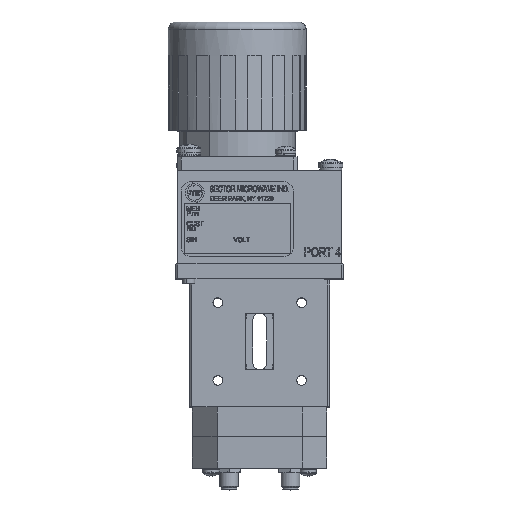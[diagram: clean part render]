
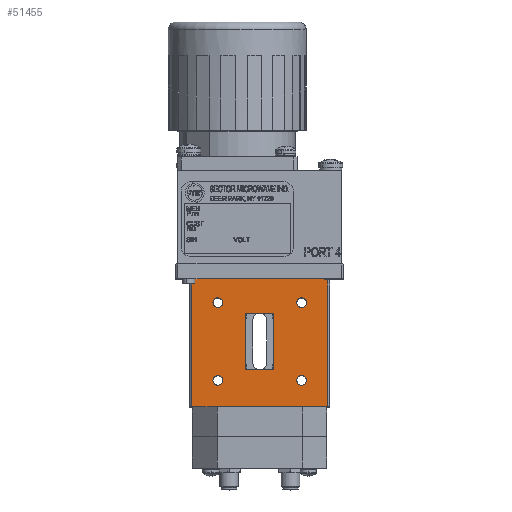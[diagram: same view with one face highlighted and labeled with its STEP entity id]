
A CAD part, top view. The second image highlights one B-rep face of the part: STEP entity #51455.
In plain terms, the highlighted planar face has unit normal (0, 0, 1).
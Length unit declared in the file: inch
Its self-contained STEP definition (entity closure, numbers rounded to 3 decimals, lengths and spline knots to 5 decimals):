
#259 = DIRECTION ( 'NONE',  ( -1., 0., 0. ) ) ;
#385 = VERTEX_POINT ( 'NONE', #35580 ) ;
#450 = CARTESIAN_POINT ( 'NONE',  ( 0.561, 0.355, 0.9375 ) ) ;
#603 = DIRECTION ( 'NONE',  ( 0., 0., 1. ) ) ;
#657 = DIRECTION ( 'NONE',  ( 0., 1., 0. ) ) ;
#877 = FACE_BOUND ( 'NONE', #52153, .T. ) ;
#1692 = CARTESIAN_POINT ( 'NONE',  ( -0.9375, 0., 0.9375 ) ) ;
#1963 = DIRECTION ( 'NONE',  ( 1., 0., 0. ) ) ;
#3205 = AXIS2_PLACEMENT_3D ( 'NONE', #30631, #10145, #5726 ) ;
#3477 = EDGE_LOOP ( 'NONE', ( #12555, #6536 ) ) ;
#3625 = DIRECTION ( 'NONE',  ( 0., 0., 1. ) ) ;
#3730 = VECTOR ( 'NONE', #27377, 39.37008 ) ;
#4302 = CIRCLE ( 'NONE', #18425, 0.06496 ) ;
#5726 = DIRECTION ( 'NONE',  ( 1., 0., 0. ) ) ;
#6492 = VERTEX_POINT ( 'NONE', #39995 ) ;
#6536 = ORIENTED_EDGE ( 'NONE', *, *, #45252, .F. ) ;
#6844 = EDGE_LOOP ( 'NONE', ( #49968, #22037, #24545, #20741 ) ) ;
#6934 = CARTESIAN_POINT ( 'NONE',  ( -0.49604, 1.395, 0.9375 ) ) ;
#7183 = AXIS2_PLACEMENT_3D ( 'NONE', #37106, #3625, #11402 ) ;
#8076 = EDGE_CURVE ( 'NONE', #53558, #385, #4302, .T. ) ;
#9779 = VERTEX_POINT ( 'NONE', #28184 ) ;
#9987 = FACE_BOUND ( 'NONE', #38623, .T. ) ;
#10145 = DIRECTION ( 'NONE',  ( 0., 0., 1. ) ) ;
#10447 = CARTESIAN_POINT ( 'NONE',  ( -0.9075, 0., 0.9375 ) ) ;
#10497 = CARTESIAN_POINT ( 'NONE',  ( -0.1875, 1.25, 0.9375 ) ) ;
#10739 = DIRECTION ( 'NONE',  ( 0., 0., 1. ) ) ;
#11402 = DIRECTION ( 'NONE',  ( 1., 0., 0. ) ) ;
#11738 = EDGE_CURVE ( 'NONE', #34922, #32412, #38564, .T. ) ;
#11781 = DIRECTION ( 'NONE',  ( 0., 0., 1. ) ) ;
#11830 = ORIENTED_EDGE ( 'NONE', *, *, #13882, .F. ) ;
#12130 = DIRECTION ( 'NONE',  ( 1., 0., 0. ) ) ;
#12138 = ORIENTED_EDGE ( 'NONE', *, *, #8076, .F. ) ;
#12555 = ORIENTED_EDGE ( 'NONE', *, *, #24985, .F. ) ;
#13023 = ORIENTED_EDGE ( 'NONE', *, *, #19082, .F. ) ;
#13158 = DIRECTION ( 'NONE',  ( 1., 0., 0. ) ) ;
#13280 = CARTESIAN_POINT ( 'NONE',  ( -0.9075, 1.712, 0.9375 ) ) ;
#13719 = AXIS2_PLACEMENT_3D ( 'NONE', #42015, #50037, #12130 ) ;
#13870 = DIRECTION ( 'NONE',  ( 0., 0., -1. ) ) ;
#13882 = EDGE_CURVE ( 'NONE', #14168, #9779, #49878, .T. ) ;
#14168 = VERTEX_POINT ( 'NONE', #38964 ) ;
#14241 = VERTEX_POINT ( 'NONE', #10447 ) ;
#14899 = CARTESIAN_POINT ( 'NONE',  ( -0.561, 0.355, 0.9375 ) ) ;
#14903 = EDGE_CURVE ( 'NONE', #50445, #33419, #49521, .T. ) ;
#16577 = VERTEX_POINT ( 'NONE', #39478 ) ;
#16675 = DIRECTION ( 'NONE',  ( 0., 0., 1. ) ) ;
#16849 = AXIS2_PLACEMENT_3D ( 'NONE', #53547, #11781, #28656 ) ;
#17131 = EDGE_CURVE ( 'NONE', #50445, #14241, #22675, .T. ) ;
#17157 = VECTOR ( 'NONE', #40683, 39.37008 ) ;
#18027 = LINE ( 'NONE', #1692, #48149 ) ;
#18274 = EDGE_CURVE ( 'NONE', #54195, #16577, #45190, .T. ) ;
#18425 = AXIS2_PLACEMENT_3D ( 'NONE', #21906, #16675, #42129 ) ;
#18859 = CARTESIAN_POINT ( 'NONE',  ( 0.9075, 0., 0.9375 ) ) ;
#19082 = EDGE_CURVE ( 'NONE', #385, #53558, #24036, .T. ) ;
#19136 = VERTEX_POINT ( 'NONE', #43567 ) ;
#19429 = ORIENTED_EDGE ( 'NONE', *, *, #49497, .F. ) ;
#19467 = ORIENTED_EDGE ( 'NONE', *, *, #31787, .F. ) ;
#19639 = AXIS2_PLACEMENT_3D ( 'NONE', #31289, #13870, #22981 ) ;
#20741 = ORIENTED_EDGE ( 'NONE', *, *, #49057, .T. ) ;
#21201 = CARTESIAN_POINT ( 'NONE',  ( 0.49604, 0.355, 0.9375 ) ) ;
#21906 = CARTESIAN_POINT ( 'NONE',  ( 0.561, 0.355, 0.9375 ) ) ;
#22037 = ORIENTED_EDGE ( 'NONE', *, *, #17131, .T. ) ;
#22142 = CARTESIAN_POINT ( 'NONE',  ( -0.561, 0.355, 0.9375 ) ) ;
#22383 = EDGE_LOOP ( 'NONE', ( #13023, #12138 ) ) ;
#22675 = LINE ( 'NONE', #13280, #46505 ) ;
#22981 = DIRECTION ( 'NONE',  ( -1., 0., 0. ) ) ;
#24036 = CIRCLE ( 'NONE', #38144, 0.06496 ) ;
#24545 = ORIENTED_EDGE ( 'NONE', *, *, #43546, .T. ) ;
#24985 = EDGE_CURVE ( 'NONE', #50507, #19136, #33149, .T. ) ;
#25690 = CARTESIAN_POINT ( 'NONE',  ( -0.1875, 1.25, 0.9375 ) ) ;
#26348 = CARTESIAN_POINT ( 'NONE',  ( 0.1875, 1.25, 0.9375 ) ) ;
#26866 = PLANE ( 'NONE',  #19639 ) ;
#27167 = LINE ( 'NONE', #44053, #53031 ) ;
#27377 = DIRECTION ( 'NONE',  ( 0., -1., 0. ) ) ;
#27624 = DIRECTION ( 'NONE',  ( 1., 0., 0. ) ) ;
#28184 = CARTESIAN_POINT ( 'NONE',  ( -0.49604, 0.355, 0.9375 ) ) ;
#28342 = DIRECTION ( 'NONE',  ( 0., 1., 0. ) ) ;
#28656 = DIRECTION ( 'NONE',  ( 1., 0., 0. ) ) ;
#30631 = CARTESIAN_POINT ( 'NONE',  ( -0.561, 1.395, 0.9375 ) ) ;
#31058 = VERTEX_POINT ( 'NONE', #49884 ) ;
#31082 = ORIENTED_EDGE ( 'NONE', *, *, #37166, .F. ) ;
#31289 = CARTESIAN_POINT ( 'NONE',  ( -0.9375, 1.712, 0.9375 ) ) ;
#31631 = VECTOR ( 'NONE', #657, 39.37008 ) ;
#31757 = CARTESIAN_POINT ( 'NONE',  ( 0.1875, 0.5, 0.9375 ) ) ;
#31787 = EDGE_CURVE ( 'NONE', #16577, #54195, #48635, .T. ) ;
#31974 = CARTESIAN_POINT ( 'NONE',  ( -0.1875, 0.5, 0.9375 ) ) ;
#32412 = VERTEX_POINT ( 'NONE', #38800 ) ;
#33149 = CIRCLE ( 'NONE', #13719, 0.06496 ) ;
#33176 = CIRCLE ( 'NONE', #39380, 0.06496 ) ;
#33419 = VERTEX_POINT ( 'NONE', #38282 ) ;
#34111 = EDGE_CURVE ( 'NONE', #6492, #31058, #48414, .T. ) ;
#34861 = CARTESIAN_POINT ( 'NONE',  ( 0.62596, 1.395, 0.9375 ) ) ;
#34922 = VERTEX_POINT ( 'NONE', #31757 ) ;
#35580 = CARTESIAN_POINT ( 'NONE',  ( 0.62596, 0.355, 0.9375 ) ) ;
#37106 = CARTESIAN_POINT ( 'NONE',  ( 0.561, 1.395, 0.9375 ) ) ;
#37166 = EDGE_CURVE ( 'NONE', #31058, #34922, #52980, .T. ) ;
#38144 = AXIS2_PLACEMENT_3D ( 'NONE', #450, #46380, #13158 ) ;
#38282 = CARTESIAN_POINT ( 'NONE',  ( 0.9075, 1.712, 0.9375 ) ) ;
#38564 = LINE ( 'NONE', #26348, #31631 ) ;
#38623 = EDGE_LOOP ( 'NONE', ( #47763, #11830 ) ) ;
#38780 = FACE_BOUND ( 'NONE', #22383, .T. ) ;
#38800 = CARTESIAN_POINT ( 'NONE',  ( 0.1875, 1.25, 0.9375 ) ) ;
#38804 = VERTEX_POINT ( 'NONE', #18859 ) ;
#38964 = CARTESIAN_POINT ( 'NONE',  ( -0.62596, 0.355, 0.9375 ) ) ;
#39030 = DIRECTION ( 'NONE',  ( 1., 0., 0. ) ) ;
#39296 = AXIS2_PLACEMENT_3D ( 'NONE', #22142, #603, #39030 ) ;
#39380 = AXIS2_PLACEMENT_3D ( 'NONE', #14899, #10739, #27624 ) ;
#39478 = CARTESIAN_POINT ( 'NONE',  ( 0.49604, 1.395, 0.9375 ) ) ;
#39736 = DIRECTION ( 'NONE',  ( 1., 0., 0. ) ) ;
#39869 = FACE_BOUND ( 'NONE', #50740, .T. ) ;
#39995 = CARTESIAN_POINT ( 'NONE',  ( -0.1875, 1.25, 0.9375 ) ) ;
#40683 = DIRECTION ( 'NONE',  ( 1., 0., 0. ) ) ;
#42015 = CARTESIAN_POINT ( 'NONE',  ( -0.561, 1.395, 0.9375 ) ) ;
#42129 = DIRECTION ( 'NONE',  ( 1., 0., 0. ) ) ;
#42303 = LINE ( 'NONE', #25690, #45170 ) ;
#42484 = ORIENTED_EDGE ( 'NONE', *, *, #18274, .F. ) ;
#42936 = FACE_BOUND ( 'NONE', #3477, .T. ) ;
#43546 = EDGE_CURVE ( 'NONE', #14241, #38804, #18027, .T. ) ;
#43567 = CARTESIAN_POINT ( 'NONE',  ( -0.62596, 1.395, 0.9375 ) ) ;
#43664 = VECTOR ( 'NONE', #39736, 39.37008 ) ;
#43943 = EDGE_CURVE ( 'NONE', #9779, #14168, #33176, .T. ) ;
#44053 = CARTESIAN_POINT ( 'NONE',  ( 0.9075, 1.712, 0.9375 ) ) ;
#44929 = ORIENTED_EDGE ( 'NONE', *, *, #34111, .F. ) ;
#45170 = VECTOR ( 'NONE', #259, 39.37008 ) ;
#45190 = CIRCLE ( 'NONE', #7183, 0.06496 ) ;
#45252 = EDGE_CURVE ( 'NONE', #19136, #50507, #52662, .T. ) ;
#45657 = CARTESIAN_POINT ( 'NONE',  ( -0.9375, 1.712, 0.9375 ) ) ;
#46380 = DIRECTION ( 'NONE',  ( 0., 0., 1. ) ) ;
#46505 = VECTOR ( 'NONE', #51719, 39.37008 ) ;
#47763 = ORIENTED_EDGE ( 'NONE', *, *, #43943, .F. ) ;
#47900 = FACE_OUTER_BOUND ( 'NONE', #6844, .T. ) ;
#48149 = VECTOR ( 'NONE', #1963, 39.37008 ) ;
#48169 = CARTESIAN_POINT ( 'NONE',  ( -0.9075, 1.712, 0.9375 ) ) ;
#48414 = LINE ( 'NONE', #10497, #3730 ) ;
#48635 = CIRCLE ( 'NONE', #16849, 0.06496 ) ;
#49057 = EDGE_CURVE ( 'NONE', #38804, #33419, #27167, .T. ) ;
#49497 = EDGE_CURVE ( 'NONE', #32412, #6492, #42303, .T. ) ;
#49521 = LINE ( 'NONE', #45657, #17157 ) ;
#49878 = CIRCLE ( 'NONE', #39296, 0.06496 ) ;
#49884 = CARTESIAN_POINT ( 'NONE',  ( -0.1875, 0.5, 0.9375 ) ) ;
#49968 = ORIENTED_EDGE ( 'NONE', *, *, #14903, .F. ) ;
#50037 = DIRECTION ( 'NONE',  ( 0., 0., 1. ) ) ;
#50445 = VERTEX_POINT ( 'NONE', #48169 ) ;
#50507 = VERTEX_POINT ( 'NONE', #6934 ) ;
#50740 = EDGE_LOOP ( 'NONE', ( #42484, #19467 ) ) ;
#51455 = ADVANCED_FACE ( 'NONE', ( #42936, #39869, #38780, #9987, #877, #47900 ), #26866, .F. ) ;
#51719 = DIRECTION ( 'NONE',  ( 0., -1., 0. ) ) ;
#52153 = EDGE_LOOP ( 'NONE', ( #44929, #19429, #52792, #31082 ) ) ;
#52662 = CIRCLE ( 'NONE', #3205, 0.06496 ) ;
#52792 = ORIENTED_EDGE ( 'NONE', *, *, #11738, .F. ) ;
#52980 = LINE ( 'NONE', #31974, #43664 ) ;
#53031 = VECTOR ( 'NONE', #28342, 39.37008 ) ;
#53547 = CARTESIAN_POINT ( 'NONE',  ( 0.561, 1.395, 0.9375 ) ) ;
#53558 = VERTEX_POINT ( 'NONE', #21201 ) ;
#54195 = VERTEX_POINT ( 'NONE', #34861 ) ;
